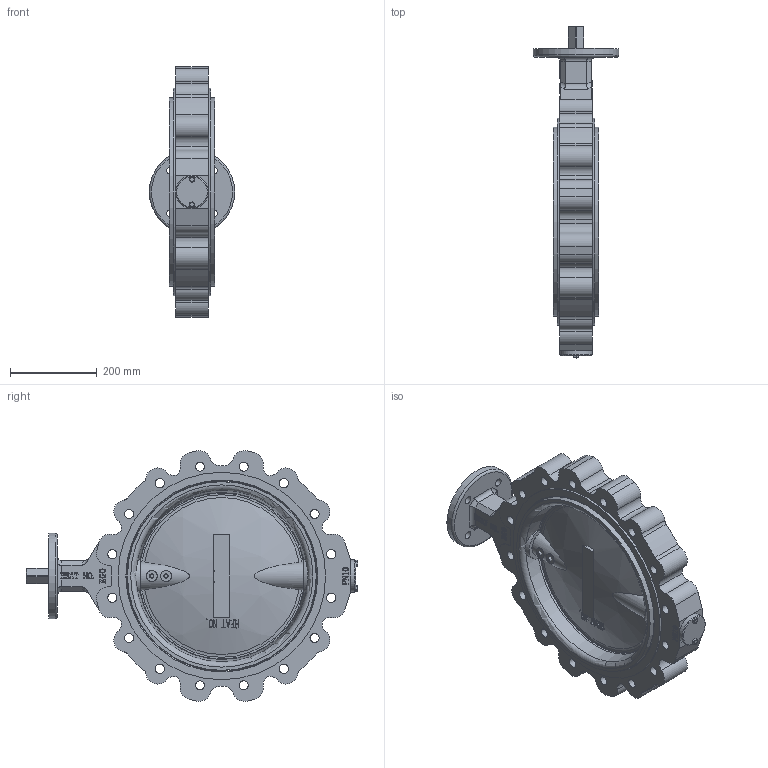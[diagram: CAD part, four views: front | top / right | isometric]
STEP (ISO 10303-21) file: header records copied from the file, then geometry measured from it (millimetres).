
FILE_DESCRIPTION(/* description */ (''),/* implementation_level */ '2;1');
FILE_NAME(/* name */ 'DN400 Lug.stp',/* time_stamp */ '2019-05-06T09:01:52+02:00',/* author */ ('A8711351'),/* organization */ (''),/* preprocessor_version */ 'ST-DEVELOPER v16.5',/* originating_system */ 'Autodesk Inventor LT',/* authorisation */ '');
FILE_SCHEMA (('AUTOMOTIVE_DESIGN { 1 0 10303 214 3 1 1 }'));
Products named in the file (1): Î¦+õ¦Õ1
Bounding box: 197 x 766.4 x 578.61 mm (x, y, z)
Volume: 14729324.3 mm3; surface area: 1528836.1 mm2
Topology: 11 solids, 11 shells, 1500 faces, 5304 edges, 4015 vertices
Faces by surface type: plane 854, bspline 418, cylinder 153, torus 30, cone 28, sphere 17
Full cylindrical faces by diameter (mm): 6.8 x2, 8 x2, 10 x2, 18 x4, 21 x16, 31.6 x1, 33.34 x1, 37.95 x2, 39.7 x4, 75 x1, 100 x1, 197 x1, 435.9 x2, 438.9 x1, 439.1 x1, 479.1 x2
Entity records: 101110 total; most frequent: CARTESIAN_POINT 58464, ORIENTED_EDGE 10426, DIRECTION 6410, EDGE_CURVE 5213, VERTEX_POINT 3997, LINE 2904, VECTOR 2904, EDGE_LOOP 1818
